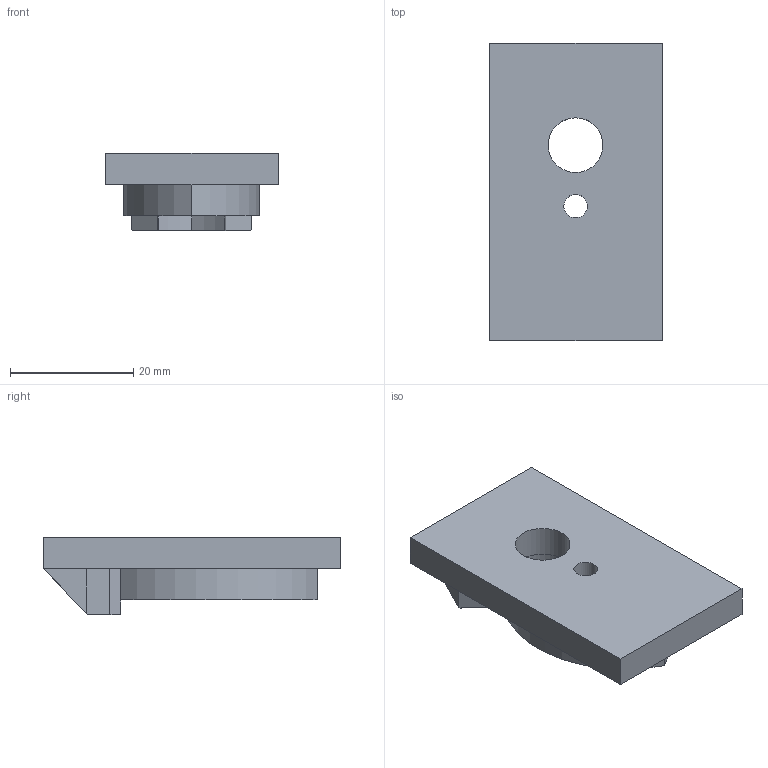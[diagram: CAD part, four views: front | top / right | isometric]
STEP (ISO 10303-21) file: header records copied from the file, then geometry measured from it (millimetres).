
FILE_DESCRIPTION(('FreeCAD Model'),'2;1');
FILE_NAME('mold_front_v1.step', '2021-10-24T18:20:53',('Author'),(''), 'Open CASCADE STEP processor 7.3','FreeCAD','Unknown');
FILE_SCHEMA(('AUTOMOTIVE_DESIGN { 1 0 10303 214 1 1 1 1 }'));
Length unit declared in the file: millimetre
Products named in the file (1): Chamfer
Bounding box: 27.94 x 48.26 x 12.55 mm (x, y, z)
Volume: 9878.7 mm3; surface area: 4353.5 mm2
Topology: 1 solids, 1 shells, 25 faces, 62 edges, 39 vertices
Faces by surface type: plane 16, cylinder 8, cone 1
Full cylindrical faces by diameter (mm): 3.81 x2, 8.89 x2
Entity records: 1562 total; most frequent: CARTESIAN_POINT 286, DIRECTION 233, LINE 142, VECTOR 142, ORIENTED_EDGE 124, PCURVE 124, DEFINITIONAL_REPRESENTATION 124, EDGE_CURVE 62
